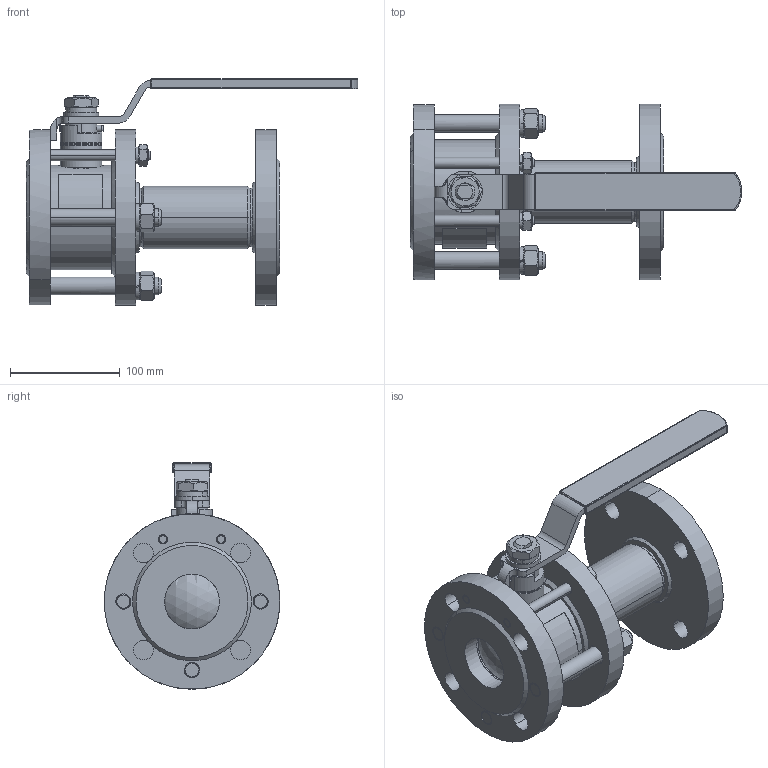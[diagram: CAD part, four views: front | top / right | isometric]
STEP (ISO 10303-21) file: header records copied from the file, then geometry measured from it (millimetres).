
FILE_DESCRIPTION((''),'2;1');
FILE_NAME('ÔÁ39 210 050 900.stp','2012-01-31T15:48:39',('Ãîíòàðåâ ÏÃ'),(''),'Autodesk Inventor 9','Autodesk Inventor 9','');
FILE_SCHEMA(('CONFIG_CONTROL_DESIGN'));
Length unit declared in the file: millimetre
Products named in the file (1): 埡39 210 050 900
Bounding box: 302.14 x 160 x 206.5 mm (x, y, z)
Volume: 1178464.4 mm3; surface area: 327308 mm2
Topology: 5 solids, 5 shells, 569 faces, 1522 edges, 975 vertices
Faces by surface type: cylinder 204, plane 185, cone 106, bspline 57, sphere 11, torus 6
Entity records: 19135 total; most frequent: CARTESIAN_POINT 4806, DIRECTION 3126, ORIENTED_EDGE 3008, EDGE_CURVE 1504, AXIS2_PLACEMENT_3D 1287, VERTEX_POINT 971, CIRCLE 721, EDGE_LOOP 651
